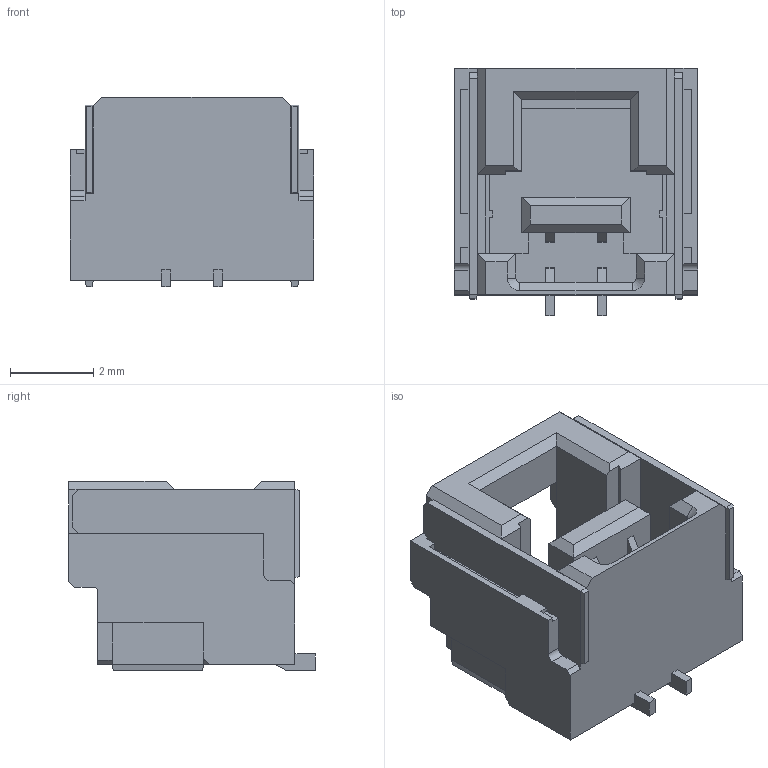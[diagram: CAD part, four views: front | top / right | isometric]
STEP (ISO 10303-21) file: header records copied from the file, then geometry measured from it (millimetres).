
FILE_DESCRIPTION((''),'2;1');
FILE_NAME('5023820270','2017-03-24T',('ksrinivasara'),(''),'PRO/ENGINEER BY PARAMETRIC TECHNOLOGY CORPORATION, 2012310','PRO/ENGINEER BY PARAMETRIC TECHNOLOGY CORPORATION, 2012310','');
FILE_SCHEMA(('CONFIG_CONTROL_DESIGN'));
Length unit declared in the file: millimetre
Products named in the file (1): 5023820270
Bounding box: 5.85 x 5.94 x 4.55 mm (x, y, z)
Volume: 72 mm3; surface area: 239.1 mm2
Topology: 1 solids, 1 shells, 202 faces, 580 edges, 378 vertices
Faces by surface type: plane 186, cylinder 14, cone 2
Entity records: 6473 total; most frequent: CARTESIAN_POINT 1145, ORIENTED_EDGE 1128, DIRECTION 1016, EDGE_CURVE 564, VECTOR 550, LINE 550, VERTEX_POINT 362, AXIS2_PLACEMENT_3D 233
